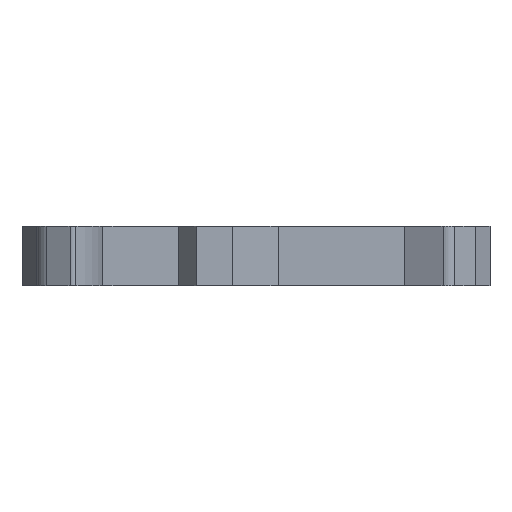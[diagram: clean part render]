
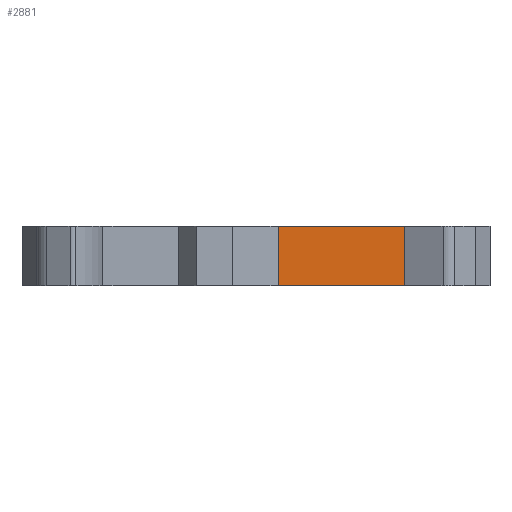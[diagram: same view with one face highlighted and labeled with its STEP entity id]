
A CAD part, front view. The second image highlights one B-rep face of the part: STEP entity #2881.
In plain terms, the highlighted planar face has unit normal (0, -1, 0).
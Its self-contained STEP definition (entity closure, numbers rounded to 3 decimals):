
#32 = PLANE('',#33);
#33 = AXIS2_PLACEMENT_3D('',#34,#35,#36);
#34 = CARTESIAN_POINT('',(0.,40.25,0.));
#35 = DIRECTION('',(0.,0.,1.));
#36 = DIRECTION('',(1.,0.,0.));
#1057 = VERTEX_POINT('',#1058);
#1058 = CARTESIAN_POINT('',(2.27,0.7,0.));
#1072 = PLANE('',#1073);
#1073 = AXIS2_PLACEMENT_3D('',#1074,#1075,#1076);
#1074 = CARTESIAN_POINT('',(2.27,0.7,3.05));
#1075 = DIRECTION('',(-0.707,0.707,
    0.));
#1076 = DIRECTION('',(-0.707,-0.707,
    0.));
#1084 = EDGE_CURVE('',#1085,#1057,#1087,.T.);
#1085 = VERTEX_POINT('',#1086);
#1086 = CARTESIAN_POINT('',(16.784,0.7,0.));
#1087 = SURFACE_CURVE('',#1088,(#1092,#1099),.PCURVE_S1.);
#1088 = LINE('',#1089,#1090);
#1089 = CARTESIAN_POINT('',(16.784,0.7,0.));
#1090 = VECTOR('',#1091,1.);
#1091 = DIRECTION('',(-1.,0.,0.));
#1092 = PCURVE('',#32,#1093);
#1093 = DEFINITIONAL_REPRESENTATION('',(#1094),#1098);
#1094 = LINE('',#1095,#1096);
#1095 = CARTESIAN_POINT('',(16.784,-39.55));
#1096 = VECTOR('',#1097,1.);
#1097 = DIRECTION('',(-1.,0.));
#1098 = ( GEOMETRIC_REPRESENTATION_CONTEXT(2) 
PARAMETRIC_REPRESENTATION_CONTEXT() REPRESENTATION_CONTEXT('2D SPACE',''
  ) );
#1099 = PCURVE('',#1100,#1105);
#1100 = PLANE('',#1101);
#1101 = AXIS2_PLACEMENT_3D('',#1102,#1103,#1104);
#1102 = CARTESIAN_POINT('',(16.784,0.7,3.05));
#1103 = DIRECTION('',(0.,1.,0.));
#1104 = DIRECTION('',(-1.,0.,0.));
#1105 = DEFINITIONAL_REPRESENTATION('',(#1106),#1110);
#1106 = LINE('',#1107,#1108);
#1107 = CARTESIAN_POINT('',(0.,-3.05));
#1108 = VECTOR('',#1109,1.);
#1109 = DIRECTION('',(1.,0.));
#1110 = ( GEOMETRIC_REPRESENTATION_CONTEXT(2) 
PARAMETRIC_REPRESENTATION_CONTEXT() REPRESENTATION_CONTEXT('2D SPACE',''
  ) );
#1128 = PLANE('',#1129);
#1129 = AXIS2_PLACEMENT_3D('',#1130,#1131,#1132);
#1130 = CARTESIAN_POINT('',(17.53,0.5,3.05));
#1131 = DIRECTION('',(0.259,0.966,0.)
  );
#1132 = DIRECTION('',(-0.966,0.259,
    0.));
#1411 = PLANE('',#1412);
#1412 = AXIS2_PLACEMENT_3D('',#1413,#1414,#1415);
#1413 = CARTESIAN_POINT('',(0.,40.25,6.1));
#1414 = DIRECTION('',(0.,0.,1.));
#1415 = DIRECTION('',(1.,0.,0.));
#1769 = VERTEX_POINT('',#1770);
#1770 = CARTESIAN_POINT('',(16.784,0.7,6.1));
#1791 = EDGE_CURVE('',#1769,#1792,#1794,.T.);
#1792 = VERTEX_POINT('',#1793);
#1793 = CARTESIAN_POINT('',(2.27,0.7,6.1));
#1794 = SURFACE_CURVE('',#1795,(#1799,#1806),.PCURVE_S1.);
#1795 = LINE('',#1796,#1797);
#1796 = CARTESIAN_POINT('',(16.784,0.7,6.1));
#1797 = VECTOR('',#1798,1.);
#1798 = DIRECTION('',(-1.,0.,0.));
#1799 = PCURVE('',#1411,#1800);
#1800 = DEFINITIONAL_REPRESENTATION('',(#1801),#1805);
#1801 = LINE('',#1802,#1803);
#1802 = CARTESIAN_POINT('',(16.784,-39.55));
#1803 = VECTOR('',#1804,1.);
#1804 = DIRECTION('',(-1.,0.));
#1805 = ( GEOMETRIC_REPRESENTATION_CONTEXT(2) 
PARAMETRIC_REPRESENTATION_CONTEXT() REPRESENTATION_CONTEXT('2D SPACE',''
  ) );
#1806 = PCURVE('',#1100,#1807);
#1807 = DEFINITIONAL_REPRESENTATION('',(#1808),#1812);
#1808 = LINE('',#1809,#1810);
#1809 = CARTESIAN_POINT('',(0.,3.05));
#1810 = VECTOR('',#1811,1.);
#1811 = DIRECTION('',(1.,0.));
#1812 = ( GEOMETRIC_REPRESENTATION_CONTEXT(2) 
PARAMETRIC_REPRESENTATION_CONTEXT() REPRESENTATION_CONTEXT('2D SPACE',''
  ) );
#2858 = EDGE_CURVE('',#1769,#1085,#2859,.T.);
#2859 = SURFACE_CURVE('',#2860,(#2864,#2871),.PCURVE_S1.);
#2860 = LINE('',#2861,#2862);
#2861 = CARTESIAN_POINT('',(16.784,0.7,6.1));
#2862 = VECTOR('',#2863,1.);
#2863 = DIRECTION('',(0.,0.,-1.));
#2864 = PCURVE('',#1128,#2865);
#2865 = DEFINITIONAL_REPRESENTATION('',(#2866),#2870);
#2866 = LINE('',#2867,#2868);
#2867 = CARTESIAN_POINT('',(0.773,3.05));
#2868 = VECTOR('',#2869,1.);
#2869 = DIRECTION('',(0.,-1.));
#2870 = ( GEOMETRIC_REPRESENTATION_CONTEXT(2) 
PARAMETRIC_REPRESENTATION_CONTEXT() REPRESENTATION_CONTEXT('2D SPACE',''
  ) );
#2871 = PCURVE('',#1100,#2872);
#2872 = DEFINITIONAL_REPRESENTATION('',(#2873),#2877);
#2873 = LINE('',#2874,#2875);
#2874 = CARTESIAN_POINT('',(0.,3.05));
#2875 = VECTOR('',#2876,1.);
#2876 = DIRECTION('',(0.,-1.));
#2877 = ( GEOMETRIC_REPRESENTATION_CONTEXT(2) 
PARAMETRIC_REPRESENTATION_CONTEXT() REPRESENTATION_CONTEXT('2D SPACE',''
  ) );
#2881 = ADVANCED_FACE('',(#2882),#1100,.F.);
#2882 = FACE_BOUND('',#2883,.F.);
#2883 = EDGE_LOOP('',(#2884,#2905,#2906,#2907));
#2884 = ORIENTED_EDGE('',*,*,#2885,.F.);
#2885 = EDGE_CURVE('',#1792,#1057,#2886,.T.);
#2886 = SURFACE_CURVE('',#2887,(#2891,#2898),.PCURVE_S1.);
#2887 = LINE('',#2888,#2889);
#2888 = CARTESIAN_POINT('',(2.27,0.7,6.1));
#2889 = VECTOR('',#2890,1.);
#2890 = DIRECTION('',(0.,0.,-1.));
#2891 = PCURVE('',#1100,#2892);
#2892 = DEFINITIONAL_REPRESENTATION('',(#2893),#2897);
#2893 = LINE('',#2894,#2895);
#2894 = CARTESIAN_POINT('',(14.514,3.05));
#2895 = VECTOR('',#2896,1.);
#2896 = DIRECTION('',(0.,-1.));
#2897 = ( GEOMETRIC_REPRESENTATION_CONTEXT(2) 
PARAMETRIC_REPRESENTATION_CONTEXT() REPRESENTATION_CONTEXT('2D SPACE',''
  ) );
#2898 = PCURVE('',#1072,#2899);
#2899 = DEFINITIONAL_REPRESENTATION('',(#2900),#2904);
#2900 = LINE('',#2901,#2902);
#2901 = CARTESIAN_POINT('',(0.,3.05));
#2902 = VECTOR('',#2903,1.);
#2903 = DIRECTION('',(0.,-1.));
#2904 = ( GEOMETRIC_REPRESENTATION_CONTEXT(2) 
PARAMETRIC_REPRESENTATION_CONTEXT() REPRESENTATION_CONTEXT('2D SPACE',''
  ) );
#2905 = ORIENTED_EDGE('',*,*,#1791,.F.);
#2906 = ORIENTED_EDGE('',*,*,#2858,.T.);
#2907 = ORIENTED_EDGE('',*,*,#1084,.T.);
